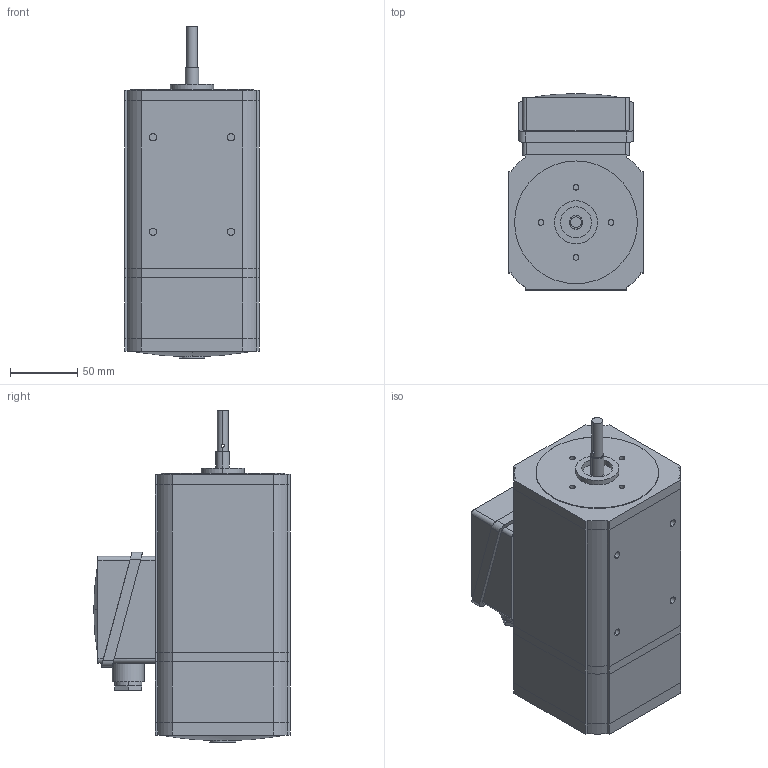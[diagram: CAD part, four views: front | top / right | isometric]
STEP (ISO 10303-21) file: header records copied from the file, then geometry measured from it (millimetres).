
FILE_DESCRIPTION (( 'STEP AP214' ), '1' );
FILE_NAME ('IGK90-60B.STEP', '2023-05-17T08:23:29', ( '' ), ( '' ), 'SwSTEP 2.0', 'SolidWorks 2020', '' );
FILE_SCHEMA (( 'AUTOMOTIVE_DESIGN' ));
Length unit declared in the file: millimetre
Products named in the file (1): IGK90-60B
Bounding box: 100 x 145.5 x 246 mm (x, y, z)
Volume: 2180695.1 mm3; surface area: 114742.6 mm2
Topology: 1 solids, 1 shells, 214 faces, 500 edges, 307 vertices
Faces by surface type: plane 132, cylinder 75, sphere 7
Entity records: 6141 total; most frequent: CARTESIAN_POINT 1156, DIRECTION 1067, ORIENTED_EDGE 1000, EDGE_CURVE 500, AXIS2_PLACEMENT_3D 374, LINE 319, VECTOR 319, VERTEX_POINT 307
